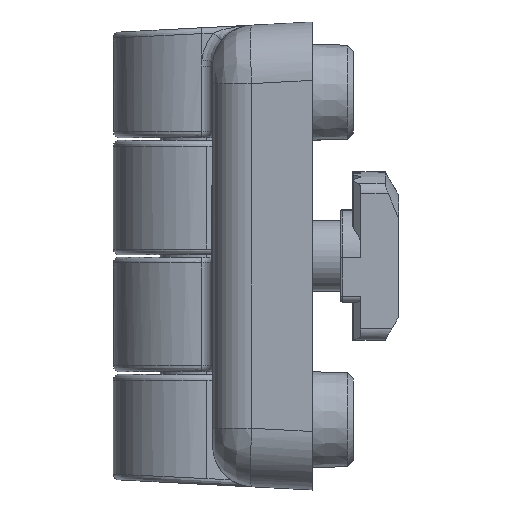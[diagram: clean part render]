
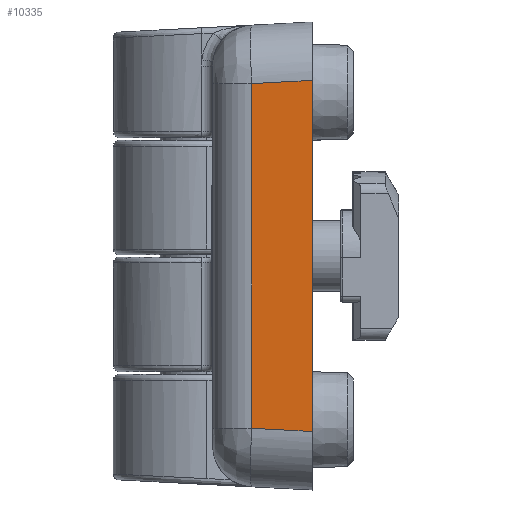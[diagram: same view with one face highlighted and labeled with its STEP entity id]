
A CAD part, left-side view. The second image highlights one B-rep face of the part: STEP entity #10335.
In plain terms, the highlighted planar face has unit normal (-0.999, 0.052, 0).
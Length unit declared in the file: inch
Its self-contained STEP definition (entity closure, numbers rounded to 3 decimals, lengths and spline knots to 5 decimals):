
#694 = CARTESIAN_POINT ( 'NONE',  ( -1.84221, 0.05917, 0.58032 ) ) ;
#1964 = LINE ( 'NONE', #8751, #2602 ) ;
#2069 = EDGE_LOOP ( 'NONE', ( #19519, #22745, #10045, #18441 ) ) ;
#2602 = VECTOR ( 'NONE', #8670, 39.37008 ) ;
#2806 = VERTEX_POINT ( 'NONE', #7264 ) ;
#5116 = CARTESIAN_POINT ( 'NONE',  ( -1.85291, -0.14489, -0.7872 ) ) ;
#6926 = VERTEX_POINT ( 'NONE', #17295 ) ;
#7036 = DIRECTION ( 'NONE',  ( 0., 0., 1. ) ) ;
#7264 = CARTESIAN_POINT ( 'NONE',  ( -1.85291, -0.14489, 0.59102 ) ) ;
#7301 = VECTOR ( 'NONE', #13113, 39.37008 ) ;
#8296 = LINE ( 'NONE', #5116, #10157 ) ;
#8670 = DIRECTION ( 'NONE',  ( 0., 0., -1. ) ) ;
#8751 = CARTESIAN_POINT ( 'NONE',  ( -1.84221, 0.05917, -0.7872 ) ) ;
#10045 = ORIENTED_EDGE ( 'NONE', *, *, #21541, .T. ) ;
#10157 = VECTOR ( 'NONE', #7036, 39.37008 ) ;
#10335 = ADVANCED_FACE ( 'NONE', ( #15905 ), #13535, .T. ) ;
#12284 = EDGE_CURVE ( 'NONE', #6926, #18442, #1964, .T. ) ;
#13113 = DIRECTION ( 'NONE',  ( -0.052, -0.997, 0.052 ) ) ;
#13399 = DIRECTION ( 'NONE',  ( -0.052, -0.999, 0. ) ) ;
#13451 = DIRECTION ( 'NONE',  ( -0.999, 0.052, 0. ) ) ;
#13478 = CARTESIAN_POINT ( 'NONE',  ( -1.85291, -0.14489, -0.7872 ) ) ;
#13535 = PLANE ( 'NONE',  #19258 ) ;
#15217 = VERTEX_POINT ( 'NONE', #23680 ) ;
#15905 = FACE_OUTER_BOUND ( 'NONE', #2069, .T. ) ;
#16327 = VECTOR ( 'NONE', #19610, 39.37008 ) ;
#17295 = CARTESIAN_POINT ( 'NONE',  ( -1.84221, 0.05917, 0.58032 ) ) ;
#17798 = CARTESIAN_POINT ( 'NONE',  ( -1.84221, 0.05917, -0.57993 ) ) ;
#18441 = ORIENTED_EDGE ( 'NONE', *, *, #21907, .T. ) ;
#18442 = VERTEX_POINT ( 'NONE', #21690 ) ;
#18549 = LINE ( 'NONE', #694, #7301 ) ;
#19258 = AXIS2_PLACEMENT_3D ( 'NONE', #13478, #13451, #13399 ) ;
#19519 = ORIENTED_EDGE ( 'NONE', *, *, #21868, .F. ) ;
#19610 = DIRECTION ( 'NONE',  ( -0.052, -0.997, -0.052 ) ) ;
#20672 = LINE ( 'NONE', #17798, #16327 ) ;
#21541 = EDGE_CURVE ( 'NONE', #18442, #15217, #20672, .T. ) ;
#21690 = CARTESIAN_POINT ( 'NONE',  ( -1.84221, 0.05917, -0.57993 ) ) ;
#21868 = EDGE_CURVE ( 'NONE', #6926, #2806, #18549, .T. ) ;
#21907 = EDGE_CURVE ( 'NONE', #15217, #2806, #8296, .T. ) ;
#22745 = ORIENTED_EDGE ( 'NONE', *, *, #12284, .T. ) ;
#23680 = CARTESIAN_POINT ( 'NONE',  ( -1.85291, -0.14489, -0.59062 ) ) ;
